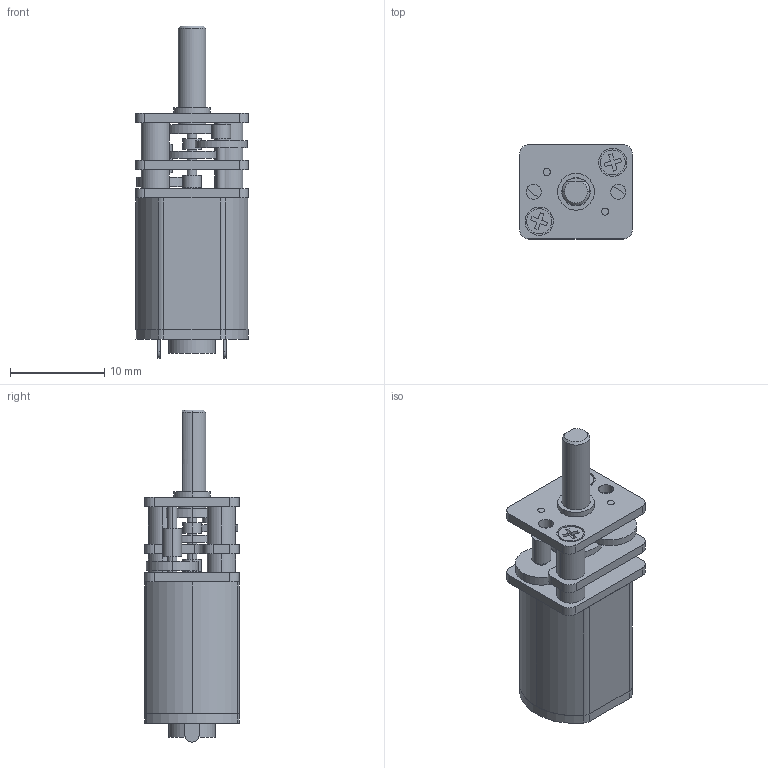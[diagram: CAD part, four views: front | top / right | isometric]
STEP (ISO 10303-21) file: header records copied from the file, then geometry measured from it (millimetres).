
FILE_DESCRIPTION (( 'STEP AP203' ), '1' );
FILE_NAME ('Pololu - 1_250 Micro gear motor.STEP', '2013-10-09T04:59:04', ( 'Cpt Jack' ), ( '' ), 'SwSTEP 2.0', 'SolidWorks 2012', '' );
FILE_SCHEMA (( 'CONFIG_CONTROL_DESIGN' ));
Length unit declared in the file: millimetre
Products named in the file (1): Pololu - 1_250 Micro gear motor
Bounding box: 12 x 10 x 35.27 mm (x, y, z)
Volume: 2165.8 mm3; surface area: 2658.8 mm2
Topology: 24 solids, 24 shells, 260 faces, 595 edges, 392 vertices
Faces by surface type: cylinder 140, plane 109, cone 11
Entity records: 7581 total; most frequent: DIRECTION 1404, CARTESIAN_POINT 1254, ORIENTED_EDGE 1190, EDGE_CURVE 595, AXIS2_PLACEMENT_3D 550, VERTEX_POINT 392, EDGE_LOOP 325, VECTOR 304
